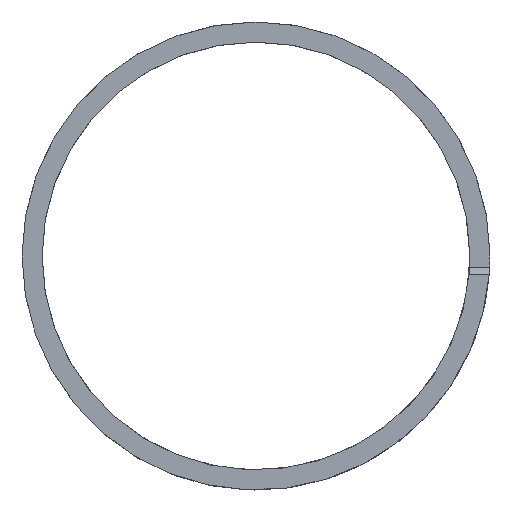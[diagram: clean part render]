
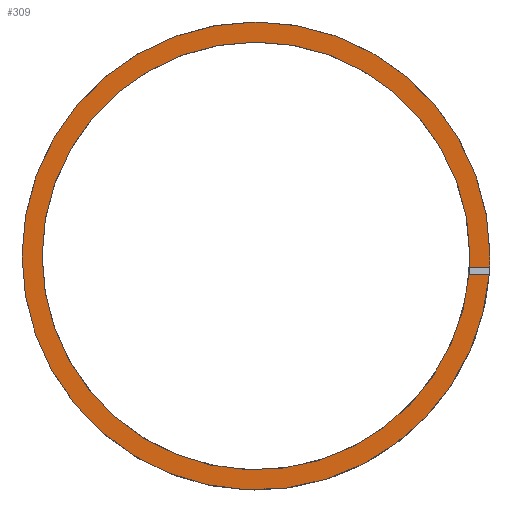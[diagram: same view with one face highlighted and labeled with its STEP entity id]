
A CAD part, top view. The second image highlights one B-rep face of the part: STEP entity #309.
In plain terms, the highlighted planar face has unit normal (0, 0, 1).
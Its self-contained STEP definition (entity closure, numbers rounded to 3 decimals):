
#1 = DIRECTION ( 'NONE',  ( 1., 0., 0. ) ) ;
#4 = EDGE_CURVE ( 'NONE', #140, #317, #58, .T. ) ;
#6 = DIRECTION ( 'NONE',  ( 0., 0., 1. ) ) ;
#27 = CIRCLE ( 'NONE', #245, 42.5 ) ;
#31 = DIRECTION ( 'NONE',  ( 0., 0., 1. ) ) ;
#37 = LINE ( 'NONE', #280, #196 ) ;
#52 = ORIENTED_EDGE ( 'NONE', *, *, #246, .T. ) ;
#56 = ORIENTED_EDGE ( 'NONE', *, *, #152, .F. ) ;
#58 = LINE ( 'NONE', #297, #212 ) ;
#60 = DIRECTION ( 'NONE',  ( 0., 0., 1. ) ) ;
#61 = DIRECTION ( 'NONE',  ( -1., 0., 0. ) ) ;
#66 = AXIS2_PLACEMENT_3D ( 'NONE', #279, #60, #150 ) ;
#68 = CARTESIAN_POINT ( 'NONE',  ( 42.5, 0., 3. ) ) ;
#69 = ORIENTED_EDGE ( 'NONE', *, *, #126, .T. ) ;
#73 = VERTEX_POINT ( 'NONE', #262 ) ;
#79 = EDGE_CURVE ( 'NONE', #73, #109, #37, .T. ) ;
#84 = DIRECTION ( 'NONE',  ( 0., 0., 1. ) ) ;
#87 = DIRECTION ( 'NONE',  ( 0., 0., 1. ) ) ;
#88 = EDGE_CURVE ( 'NONE', #325, #109, #320, .T. ) ;
#95 = ORIENTED_EDGE ( 'NONE', *, *, #4, .T. ) ;
#99 = CARTESIAN_POINT ( 'NONE',  ( 46.5, 0., 3. ) ) ;
#102 = CARTESIAN_POINT ( 'NONE',  ( 0., 0., 3. ) ) ;
#106 = PLANE ( 'NONE',  #172 ) ;
#107 = ORIENTED_EDGE ( 'NONE', *, *, #79, .T. ) ;
#109 = VERTEX_POINT ( 'NONE', #211 ) ;
#112 = CIRCLE ( 'NONE', #203, 46.5 ) ;
#113 = ORIENTED_EDGE ( 'NONE', *, *, #313, .T. ) ;
#114 = ORIENTED_EDGE ( 'NONE', *, *, #88, .F. ) ;
#119 = EDGE_CURVE ( 'NONE', #302, #325, #27, .T. ) ;
#120 = VERTEX_POINT ( 'NONE', #99 ) ;
#126 = EDGE_CURVE ( 'NONE', #317, #120, #238, .T. ) ;
#132 = FACE_OUTER_BOUND ( 'NONE', #290, .T. ) ;
#134 = DIRECTION ( 'NONE',  ( 1., 0., 0. ) ) ;
#136 = CARTESIAN_POINT ( 'NONE',  ( 46.443, -2.293, 3. ) ) ;
#140 = VERTEX_POINT ( 'NONE', #179 ) ;
#150 = DIRECTION ( 'NONE',  ( 1., 0., 0. ) ) ;
#151 = CARTESIAN_POINT ( 'NONE',  ( 0., 0., 3. ) ) ;
#152 = EDGE_CURVE ( 'NONE', #140, #302, #226, .T. ) ;
#164 = VERTEX_POINT ( 'NONE', #304 ) ;
#170 = CARTESIAN_POINT ( 'NONE',  ( -42.5, 0., 3. ) ) ;
#172 = AXIS2_PLACEMENT_3D ( 'NONE', #314, #87, #213 ) ;
#179 = CARTESIAN_POINT ( 'NONE',  ( 42.438, -2.293, 3. ) ) ;
#187 = ORIENTED_EDGE ( 'NONE', *, *, #119, .F. ) ;
#188 = DIRECTION ( 'NONE',  ( 1., 0., 0. ) ) ;
#196 = VECTOR ( 'NONE', #61, 1000. ) ;
#199 = DIRECTION ( 'NONE',  ( 1., 0., 0. ) ) ;
#203 = AXIS2_PLACEMENT_3D ( 'NONE', #312, #287, #188 ) ;
#205 = CARTESIAN_POINT ( 'NONE',  ( 0., 0., 3. ) ) ;
#209 = DIRECTION ( 'NONE',  ( 1., 0., 0. ) ) ;
#210 = DIRECTION ( 'NONE',  ( 0., 0., 1. ) ) ;
#211 = CARTESIAN_POINT ( 'NONE',  ( 42.338, -3.707, 3. ) ) ;
#212 = VECTOR ( 'NONE', #199, 1000. ) ;
#213 = DIRECTION ( 'NONE',  ( 1., 0., 0. ) ) ;
#226 = CIRCLE ( 'NONE', #66, 42.5 ) ;
#235 = DIRECTION ( 'NONE',  ( 1., 0., 0. ) ) ;
#238 = CIRCLE ( 'NONE', #305, 46.5 ) ;
#245 = AXIS2_PLACEMENT_3D ( 'NONE', #102, #84, #209 ) ;
#246 = EDGE_CURVE ( 'NONE', #164, #73, #282, .T. ) ;
#262 = CARTESIAN_POINT ( 'NONE',  ( 46.352, -3.707, 3. ) ) ;
#263 = CARTESIAN_POINT ( 'NONE',  ( 0., 0., 3. ) ) ;
#279 = CARTESIAN_POINT ( 'NONE',  ( 0., 0., 3. ) ) ;
#280 = CARTESIAN_POINT ( 'NONE',  ( 0., -3.707, 3. ) ) ;
#282 = CIRCLE ( 'NONE', #332, 46.5 ) ;
#287 = DIRECTION ( 'NONE',  ( 0., 0., 1. ) ) ;
#290 = EDGE_LOOP ( 'NONE', ( #56, #95, #69, #113, #52, #107, #114, #187 ) ) ;
#297 = CARTESIAN_POINT ( 'NONE',  ( 0., -2.293, 3. ) ) ;
#302 = VERTEX_POINT ( 'NONE', #68 ) ;
#304 = CARTESIAN_POINT ( 'NONE',  ( -46.5, 0., 3. ) ) ;
#305 = AXIS2_PLACEMENT_3D ( 'NONE', #205, #210, #235 ) ;
#309 = ADVANCED_FACE ( 'NONE', ( #132 ), #106, .T. ) ;
#312 = CARTESIAN_POINT ( 'NONE',  ( 0., 0., 3. ) ) ;
#313 = EDGE_CURVE ( 'NONE', #120, #164, #112, .T. ) ;
#314 = CARTESIAN_POINT ( 'NONE',  ( 0., 0., 3. ) ) ;
#317 = VERTEX_POINT ( 'NONE', #136 ) ;
#320 = CIRCLE ( 'NONE', #328, 42.5 ) ;
#325 = VERTEX_POINT ( 'NONE', #170 ) ;
#328 = AXIS2_PLACEMENT_3D ( 'NONE', #151, #31, #1 ) ;
#332 = AXIS2_PLACEMENT_3D ( 'NONE', #263, #6, #134 ) ;
